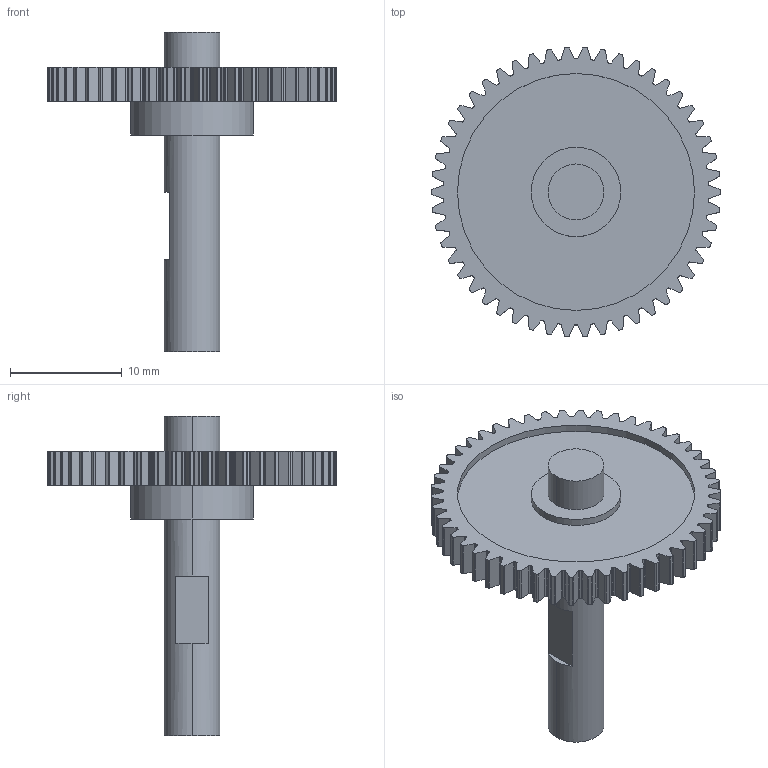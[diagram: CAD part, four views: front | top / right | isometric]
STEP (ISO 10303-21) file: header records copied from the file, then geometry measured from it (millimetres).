
FILE_DESCRIPTION (( 'STEP AP203' ), '1' );
FILE_NAME ('feeder_gear_50T_0.5M.STEP', '2022-02-13T11:22:25', ( '' ), ( '' ), 'SwSTEP 2.0', 'SolidWorks 2020', '' );
FILE_SCHEMA (( 'CONFIG_CONTROL_DESIGN' ));
Length unit declared in the file: millimetre
Products named in the file (1): feeder_gear_50T_0.5M
Bounding box: 25.93 x 25.89 x 28.6 mm (x, y, z)
Volume: 1806.7 mm3; surface area: 2022.6 mm2
Topology: 1 solids, 1 shells, 460 faces, 1356 edges, 904 vertices
Faces by surface type: cylinder 349, plane 111
Entity records: 15779 total; most frequent: DIRECTION 2980, CARTESIAN_POINT 2721, ORIENTED_EDGE 2712, EDGE_CURVE 1356, AXIS2_PLACEMENT_3D 1163, VERTEX_POINT 904, CIRCLE 702, LINE 654
